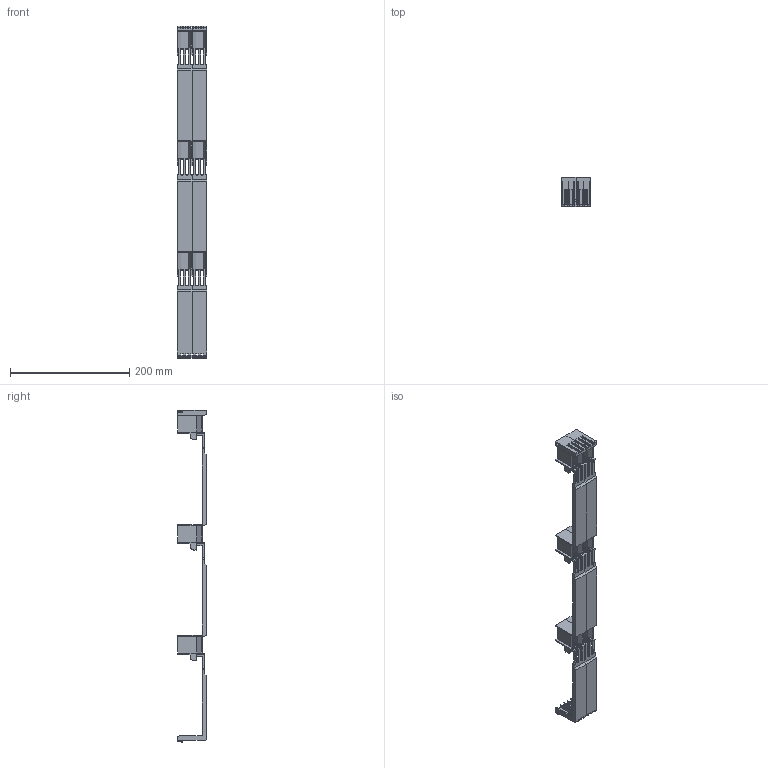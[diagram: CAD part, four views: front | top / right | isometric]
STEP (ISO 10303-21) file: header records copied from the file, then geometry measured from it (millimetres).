
FILE_DESCRIPTION((''),'2;1');
FILE_NAME('01433000.stp','2014-05-09T08:36:26',('AloisWeiner'),(''),'Autodesk Inventor 2013','Autodesk Inventor 2013','');
FILE_SCHEMA(('AUTOMOTIVE_DESIGN { 1 0 10303 214 1 1 1 1 }'));
Length unit declared in the file: millimetre
Products named in the file (3): 01433000; Abdeckung_185Power_25mm_Seite_links; Abdeckung_185Power_25mm_Seite_rechts
Assembly tree (2 placements, depth 2):
  01433000
    Abdeckung_185Power_25mm_Seite_links
    Abdeckung_185Power_25mm_Seite_rechts
Bounding box: 50 x 48.5 x 556 mm (x, y, z)
Volume: 197651.3 mm3; surface area: 136768.7 mm2
Topology: 2 solids, 2 shells, 713 faces, 2219 edges, 1470 vertices
Faces by surface type: plane 629, cylinder 72, cone 12
Entity records: 24490 total; most frequent: CARTESIAN_POINT 4455, ORIENTED_EDGE 4438, DIRECTION 3850, EDGE_CURVE 2219, VECTOR 2000, LINE 2000, VERTEX_POINT 1470, AXIS2_PLACEMENT_3D 925
